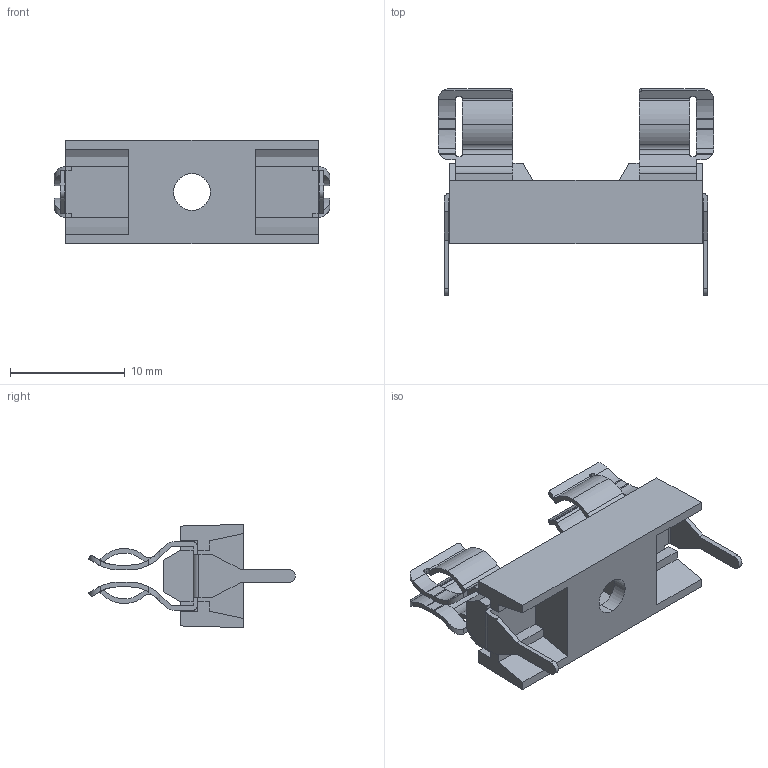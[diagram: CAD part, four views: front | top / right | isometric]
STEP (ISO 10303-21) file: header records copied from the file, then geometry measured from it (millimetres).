
FILE_DESCRIPTION(('STEP AP242'),'1');
FILE_NAME('696101000002.stp','2022-04-07T11:10:27',('TraceParts'),('TraceParts S.A.'),'Spatial InterOp 3D',' ',' ');
FILE_SCHEMA(('AP242_MANAGED_MODEL_BASED_3D_ENGINEERING_MIM_LF {1 0 10303 442 1 1 4}'));
Length unit declared in the file: millimetre
Products named in the file (1): 696101000002
Bounding box: 24 x 18 x 9 mm (x, y, z)
Volume: 708.3 mm3; surface area: 1638.5 mm2
Topology: 1 solids, 1 shells, 294 faces, 872 edges, 572 vertices
Faces by surface type: plane 164, cylinder 130
Entity records: 13472 total; most frequent: CARTESIAN_POINT 3071, ORIENTED_EDGE 1744, DIRECTION 1674, EDGE_CURVE 872, VERTEX_POINT 572, AXIS2_PLACEMENT_3D 559, LINE 556, VECTOR 556
